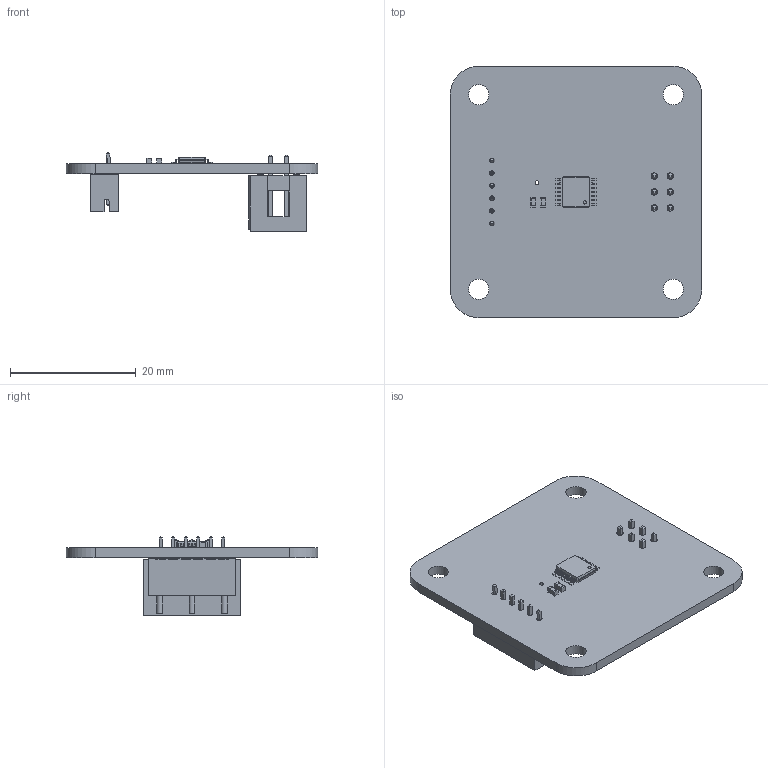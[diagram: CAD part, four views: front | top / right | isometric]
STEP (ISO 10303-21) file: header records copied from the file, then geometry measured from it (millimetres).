
FILE_DESCRIPTION(('KiCad electronic assembly'),'2;1');
FILE_NAME('MagSens.step','2021-09-16T13:18:12',('An Author'),( 'A Company'),'Open CASCADE STEP processor 6.9', 'KiCad to STEP converter','Unknown');
FILE_SCHEMA(('AUTOMOTIVE_DESIGN { 1 0 10303 214 1 1 1 1 }'));
Length unit declared in the file: millimetre
Products named in the file (10): Open CASCADE STEP translator 6.9 1; JST_PH_B6B-PH-K_1x06_P2.00mm_Vertical; SOLID; IDC-Header_2x03_P2.54mm_Vertical; C_0603_1608Metric; TSSOP-14_4.4x5mm_P0.65mm; COMPOUND
Assembly tree (10 placements, depth 3):
  Open CASCADE STEP translator 6.9 1
    JST_PH_B6B-PH-K_1x06_P2.00mm_Vertical
      SOLID
    IDC-Header_2x03_P2.54mm_Vertical
      SOLID
    C_0603_1608Metric  x2
      SOLID
    TSSOP-14_4.4x5mm_P0.65mm
      SOLID
    COMPOUND
Bounding box: 40 x 40 x 12.5 mm (x, y, z)
Volume: 3253.8 mm3; surface area: 5055.5 mm2
Topology: 6 solids, 6 shells, 684 faces, 1764 edges, 1122 vertices
Faces by surface type: plane 533, cylinder 113, bspline 38
Full cylindrical faces by diameter (mm): 0.5 x1, 0.6 x1, 0.75 x6, 1 x6, 1.016 x6, 3.2 x4
Entity records: 46342 total; most frequent: CARTESIAN_POINT 7531, DIRECTION 6347, LINE 4546, VECTOR 4546, ORIENTED_EDGE 3384, PCURVE 3384, DEFINITIONAL_REPRESENTATION 3384, EDGE_CURVE 1692
